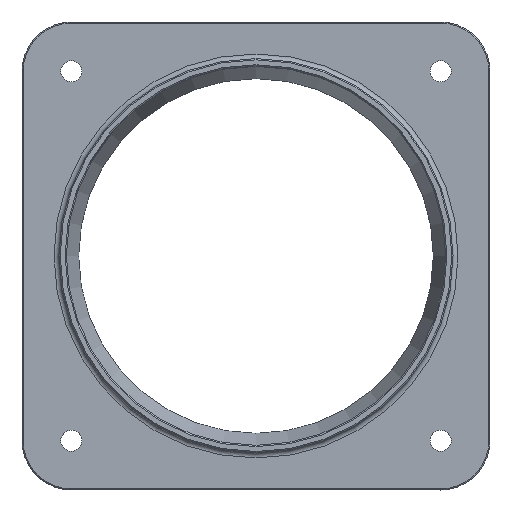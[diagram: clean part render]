
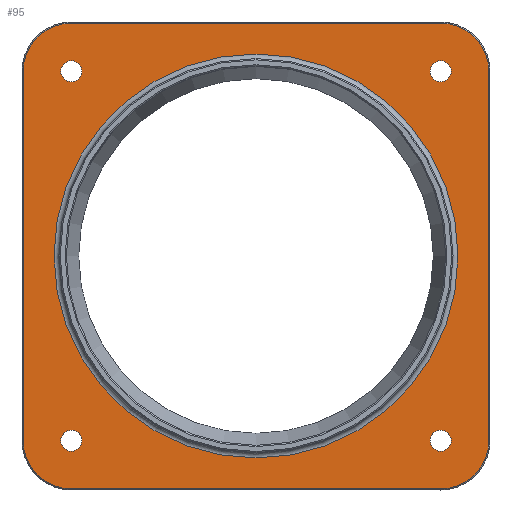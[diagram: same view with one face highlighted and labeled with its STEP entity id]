
A CAD part, top view. The second image highlights one B-rep face of the part: STEP entity #95.
In plain terms, the highlighted planar face has unit normal (0, 0, 1).
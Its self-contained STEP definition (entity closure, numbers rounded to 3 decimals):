
#95=ADVANCED_FACE('',(#144,#145,#146,#147,#148,#149),#150,.T.);
#144=FACE_OUTER_BOUND('',#248,.T.);
#145=FACE_BOUND('',#249,.T.);
#146=FACE_BOUND('',#250,.T.);
#147=FACE_BOUND('',#251,.T.);
#148=FACE_BOUND('',#252,.T.);
#149=FACE_BOUND('',#253,.T.);
#150=PLANE('',#254);
#248=EDGE_LOOP('',(#363,#364,#365,#366,#367,#368,#369,#370));
#249=EDGE_LOOP('',(#371));
#250=EDGE_LOOP('',(#372));
#251=EDGE_LOOP('',(#373));
#252=EDGE_LOOP('',(#374));
#253=EDGE_LOOP('',(#375));
#254=AXIS2_PLACEMENT_3D('',#376,#377,#378);
#363=ORIENTED_EDGE('',*,*,#626,.T.);
#364=ORIENTED_EDGE('',*,*,#627,.T.);
#365=ORIENTED_EDGE('',*,*,#628,.T.);
#366=ORIENTED_EDGE('',*,*,#629,.T.);
#367=ORIENTED_EDGE('',*,*,#630,.T.);
#368=ORIENTED_EDGE('',*,*,#631,.T.);
#369=ORIENTED_EDGE('',*,*,#632,.T.);
#370=ORIENTED_EDGE('',*,*,#633,.T.);
#371=ORIENTED_EDGE('',*,*,#625,.T.);
#372=ORIENTED_EDGE('',*,*,#634,.T.);
#373=ORIENTED_EDGE('',*,*,#635,.T.);
#374=ORIENTED_EDGE('',*,*,#636,.T.);
#375=ORIENTED_EDGE('',*,*,#637,.T.);
#376=CARTESIAN_POINT('',(0.0,0.0,7.0));
#377=DIRECTION('',(0.0,0.0,1.0));
#378=DIRECTION('',(1.0,0.0,0.0));
#625=EDGE_CURVE('',#713,#713,#714,.T.);
#626=EDGE_CURVE('',#715,#716,#717,.T.);
#627=EDGE_CURVE('',#716,#718,#719,.T.);
#628=EDGE_CURVE('',#718,#720,#721,.T.);
#629=EDGE_CURVE('',#720,#722,#723,.T.);
#630=EDGE_CURVE('',#722,#724,#725,.T.);
#631=EDGE_CURVE('',#724,#726,#727,.T.);
#632=EDGE_CURVE('',#726,#728,#729,.T.);
#633=EDGE_CURVE('',#728,#715,#730,.T.);
#634=EDGE_CURVE('',#731,#731,#732,.T.);
#635=EDGE_CURVE('',#733,#733,#734,.T.);
#636=EDGE_CURVE('',#735,#735,#736,.T.);
#637=EDGE_CURVE('',#737,#737,#738,.T.);
#713=VERTEX_POINT('',#843);
#714=CIRCLE('',#844,4.25);
#715=VERTEX_POINT('',#845);
#716=VERTEX_POINT('',#846);
#717=LINE('',#847,#848);
#718=VERTEX_POINT('',#849);
#719=CIRCLE('',#850,19.5);
#720=VERTEX_POINT('',#851);
#721=LINE('',#852,#853);
#722=VERTEX_POINT('',#854);
#723=CIRCLE('',#855,19.5);
#724=VERTEX_POINT('',#856);
#725=LINE('',#857,#858);
#726=VERTEX_POINT('',#859);
#727=CIRCLE('',#860,19.5);
#728=VERTEX_POINT('',#861);
#729=LINE('',#862,#863);
#730=CIRCLE('',#864,19.5);
#731=VERTEX_POINT('',#865);
#732=CIRCLE('',#866,4.25);
#733=VERTEX_POINT('',#867);
#734=CIRCLE('',#868,4.25);
#735=VERTEX_POINT('',#869);
#736=CIRCLE('',#870,4.25);
#737=VERTEX_POINT('',#871);
#738=CIRCLE('',#872,82.0);
#843=CARTESIAN_POINT('',(-79.25,75.0,7.0));
#844=AXIS2_PLACEMENT_3D('',#1010,#1011,#1012);
#845=CARTESIAN_POINT('',(-94.5,75.0,7.0));
#846=CARTESIAN_POINT('',(-94.5,-75.,7.));
#847=CARTESIAN_POINT('',(-94.5,75.,7.));
#848=VECTOR('',#1013,1.0);
#849=CARTESIAN_POINT('',(-75.0,-94.5,7.0));
#850=AXIS2_PLACEMENT_3D('',#1014,#1015,#1016);
#851=CARTESIAN_POINT('',(75.,-94.5,7.));
#852=CARTESIAN_POINT('',(-75.,-94.5,7.));
#853=VECTOR('',#1017,1.0);
#854=CARTESIAN_POINT('',(94.5,-75.0,7.0));
#855=AXIS2_PLACEMENT_3D('',#1018,#1019,#1020);
#856=CARTESIAN_POINT('',(94.5,75.,7.));
#857=CARTESIAN_POINT('',(94.5,-75.,7.));
#858=VECTOR('',#1021,1.0);
#859=CARTESIAN_POINT('',(75.0,94.5,7.0));
#860=AXIS2_PLACEMENT_3D('',#1022,#1023,#1024);
#861=CARTESIAN_POINT('',(-75.0,94.5,7.0));
#862=CARTESIAN_POINT('',(75.,94.5,7.));
#863=VECTOR('',#1025,1.0);
#864=AXIS2_PLACEMENT_3D('',#1026,#1027,#1028);
#865=CARTESIAN_POINT('',(-75.0,-70.75,7.0));
#866=AXIS2_PLACEMENT_3D('',#1029,#1030,#1031);
#867=CARTESIAN_POINT('',(70.75,-75.0,7.0));
#868=AXIS2_PLACEMENT_3D('',#1032,#1033,#1034);
#869=CARTESIAN_POINT('',(75.0,70.75,7.0));
#870=AXIS2_PLACEMENT_3D('',#1035,#1036,#1037);
#871=CARTESIAN_POINT('',(82.0,0.0,7.0));
#872=AXIS2_PLACEMENT_3D('',#1038,#1039,#1040);
#1010=CARTESIAN_POINT('',(-75.0,75.0,7.0));
#1011=DIRECTION('',(0.0,0.0,-1.0));
#1012=DIRECTION('',(-1.0,0.0,0.0));
#1013=DIRECTION('',(0.,-1.0,0.));
#1014=CARTESIAN_POINT('',(-75.0,-75.0,7.0));
#1015=DIRECTION('',(0.0,0.0,1.0));
#1016=DIRECTION('',(-1.0,0.0,0.0));
#1017=DIRECTION('',(1.0,0.,0.));
#1018=CARTESIAN_POINT('',(75.0,-75.0,7.0));
#1019=DIRECTION('',(0.0,0.0,1.0));
#1020=DIRECTION('',(0.0,-1.0,0.0));
#1021=DIRECTION('',(0.,1.0,0.));
#1022=CARTESIAN_POINT('',(75.0,75.0,7.0));
#1023=DIRECTION('',(0.0,0.0,1.0));
#1024=DIRECTION('',(1.0,0.0,0.0));
#1025=DIRECTION('',(-1.0,0.,0.));
#1026=CARTESIAN_POINT('',(-75.0,75.0,7.0));
#1027=DIRECTION('',(0.0,-0.0,1.0));
#1028=DIRECTION('',(0.0,1.0,0.0));
#1029=CARTESIAN_POINT('',(-75.0,-75.0,7.0));
#1030=DIRECTION('',(0.0,0.0,-1.0));
#1031=DIRECTION('',(0.0,1.0,0.0));
#1032=CARTESIAN_POINT('',(75.0,-75.0,7.0));
#1033=DIRECTION('',(0.0,0.0,-1.0));
#1034=DIRECTION('',(-1.0,0.0,0.0));
#1035=CARTESIAN_POINT('',(75.0,75.0,7.0));
#1036=DIRECTION('',(0.0,0.0,-1.0));
#1037=DIRECTION('',(0.0,-1.0,0.0));
#1038=CARTESIAN_POINT('',(0.0,0.0,7.0));
#1039=DIRECTION('',(0.0,0.0,-1.0));
#1040=DIRECTION('',(1.0,0.0,0.0));
